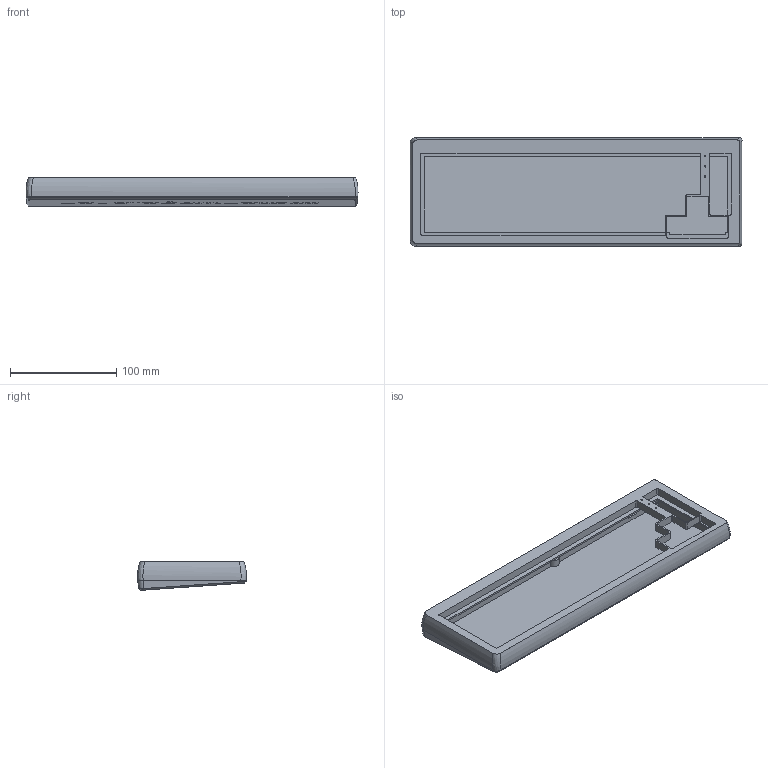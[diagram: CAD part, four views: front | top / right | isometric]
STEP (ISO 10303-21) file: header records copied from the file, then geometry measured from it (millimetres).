
FILE_DESCRIPTION(/* description */ (''),/* implementation_level */ '2;1');
FILE_NAME(/* name */ 'Kastenwagen Case 48 v5.step',/* time_stamp */ '2022-12-15T10:56:16+01:00',/* author */ (''),/* organization */ (''),/* preprocessor_version */ 'ST-DEVELOPER v19.2',/* originating_system */ 'Autodesk Translation Framework v11.17.0.187',/* authorisation */ '');
FILE_SCHEMA (('AUTOMOTIVE_DESIGN { 1 0 10303 214 3 1 1 }'));
Length unit declared in the file: millimetre
Products named in the file (5): Kastenwagen Case 48; Plate; Oberteil; Unterteil; Schriftzug
Assembly tree (4 placements, depth 3):
  Kastenwagen Case 48
    Plate
    Oberteil
    Unterteil
      Schriftzug
Bounding box: 312.02 x 102.26 x 26.94 mm (x, y, z)
Volume: 194082.1 mm3; surface area: 157579.5 mm2
Topology: 20 solids, 20 shells, 917 faces, 2471 edges, 1636 vertices
Faces by surface type: bspline 416, plane 396, cylinder 103, torus 2
Full cylindrical faces by diameter (mm): 1.2 x3, 2.3 x3, 2.5 x6, 3.1 x6, 6.8 x6
Entity records: 29916 total; most frequent: CARTESIAN_POINT 9342, ORIENTED_EDGE 4942, DIRECTION 2885, EDGE_CURVE 2471, VERTEX_POINT 1636, LINE 1431, VECTOR 1431, EDGE_LOOP 1005
